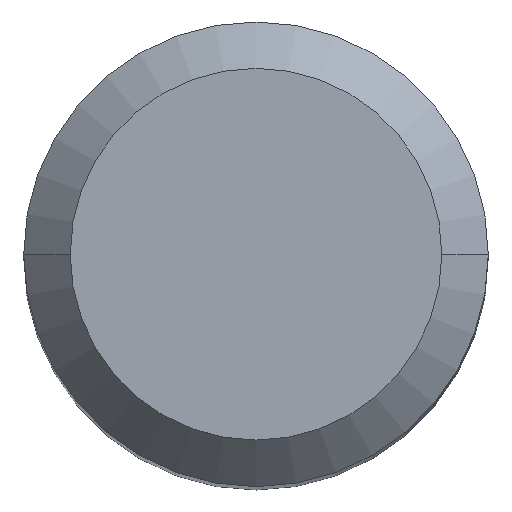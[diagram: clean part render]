
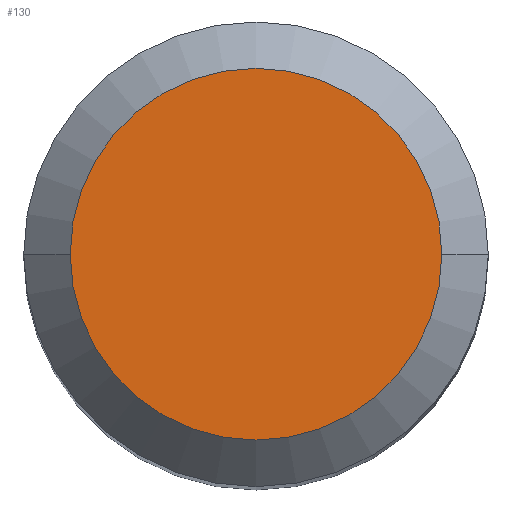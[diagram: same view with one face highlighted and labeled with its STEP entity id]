
A CAD part, top view. The second image highlights one B-rep face of the part: STEP entity #130.
In plain terms, the highlighted planar face has unit normal (0, 0, 1).
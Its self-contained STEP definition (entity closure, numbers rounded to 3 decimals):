
#3 = FACE_OUTER_BOUND ( 'NONE', #360, .T. ) ;
#20 = EDGE_CURVE ( 'NONE', #375, #35, #28, .T. ) ;
#28 = CIRCLE ( 'NONE', #133, 2.4 ) ;
#35 = VERTEX_POINT ( 'NONE', #209 ) ;
#80 = DIRECTION ( 'NONE',  ( 1., 0., 0. ) ) ;
#96 = DIRECTION ( 'NONE',  ( 1., 0., 0. ) ) ;
#113 = CIRCLE ( 'NONE', #404, 2.4 ) ;
#126 = AXIS2_PLACEMENT_3D ( 'NONE', #148, #296, #80 ) ;
#130 = ADVANCED_FACE ( 'NONE', ( #3 ), #405, .T. ) ;
#133 = AXIS2_PLACEMENT_3D ( 'NONE', #214, #426, #96 ) ;
#148 = CARTESIAN_POINT ( 'NONE',  ( 0., 0., 38. ) ) ;
#209 = CARTESIAN_POINT ( 'NONE',  ( 2.4, 0., 38. ) ) ;
#214 = CARTESIAN_POINT ( 'NONE',  ( 0., 0., 38. ) ) ;
#235 = DIRECTION ( 'NONE',  ( 0., 0., 1. ) ) ;
#238 = CARTESIAN_POINT ( 'NONE',  ( -2.4, 0., 38. ) ) ;
#279 = ORIENTED_EDGE ( 'NONE', *, *, #20, .T. ) ;
#296 = DIRECTION ( 'NONE',  ( 0., 0., 1. ) ) ;
#360 = EDGE_LOOP ( 'NONE', ( #279, #458 ) ) ;
#375 = VERTEX_POINT ( 'NONE', #238 ) ;
#381 = DIRECTION ( 'NONE',  ( 1., 0., 0. ) ) ;
#394 = EDGE_CURVE ( 'NONE', #35, #375, #113, .T. ) ;
#404 = AXIS2_PLACEMENT_3D ( 'NONE', #449, #235, #381 ) ;
#405 = PLANE ( 'NONE',  #126 ) ;
#426 = DIRECTION ( 'NONE',  ( 0., 0., 1. ) ) ;
#449 = CARTESIAN_POINT ( 'NONE',  ( 0., 0., 38. ) ) ;
#458 = ORIENTED_EDGE ( 'NONE', *, *, #394, .T. ) ;
